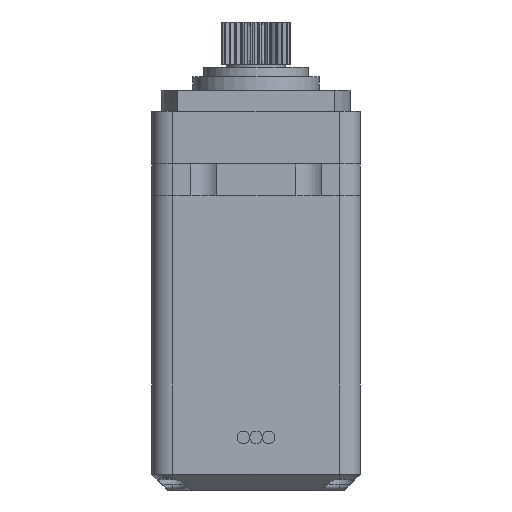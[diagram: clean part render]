
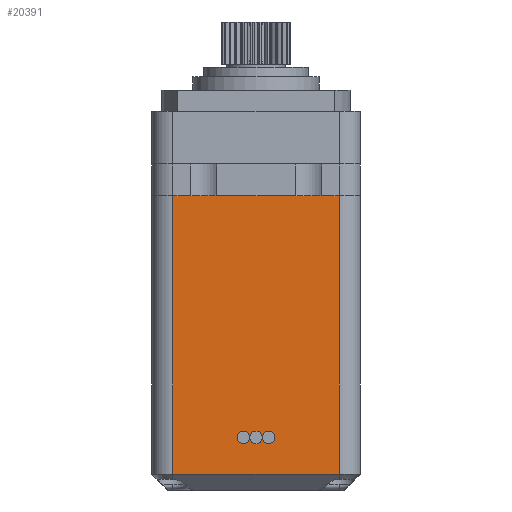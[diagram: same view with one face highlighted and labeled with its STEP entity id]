
A CAD part, left-side view. The second image highlights one B-rep face of the part: STEP entity #20391.
In plain terms, the highlighted planar face has unit normal (-1, 0, 0).
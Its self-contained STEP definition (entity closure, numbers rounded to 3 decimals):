
#16033 = PLANE('',#16034);
#16034 = AXIS2_PLACEMENT_3D('',#16035,#16036,#16037);
#16035 = CARTESIAN_POINT('',(-29.85,7.9,0.75));
#16036 = DIRECTION('',(-0.707,0.,-0.707));
#16037 = DIRECTION('',(0.,1.,0.));
#16124 = VERTEX_POINT('',#16125);
#16125 = CARTESIAN_POINT('',(-30.6,-7.9,1.5));
#16159 = CYLINDRICAL_SURFACE('',#16160,2.);
#16160 = AXIS2_PLACEMENT_3D('',#16161,#16162,#16163);
#16161 = CARTESIAN_POINT('',(-28.6,-7.9,0.));
#16162 = DIRECTION('',(0.,0.,1.));
#16163 = DIRECTION('',(0.,-1.,0.));
#16200 = EDGE_CURVE('',#16124,#16201,#16203,.T.);
#16201 = VERTEX_POINT('',#16202);
#16202 = CARTESIAN_POINT('',(-30.6,-7.9,28.));
#16203 = SURFACE_CURVE('',#16204,(#16208,#16215),.PCURVE_S1.);
#16204 = LINE('',#16205,#16206);
#16205 = CARTESIAN_POINT('',(-30.6,-7.9,0.));
#16206 = VECTOR('',#16207,1.);
#16207 = DIRECTION('',(0.,0.,1.));
#16208 = PCURVE('',#16159,#16209);
#16209 = DEFINITIONAL_REPRESENTATION('',(#16210),#16214);
#16210 = LINE('',#16211,#16212);
#16211 = CARTESIAN_POINT('',(-1.571,0.));
#16212 = VECTOR('',#16213,1.);
#16213 = DIRECTION('',(-0.,1.));
#16214 = ( GEOMETRIC_REPRESENTATION_CONTEXT(2) 
PARAMETRIC_REPRESENTATION_CONTEXT() REPRESENTATION_CONTEXT('2D SPACE',''
  ) );
#16215 = PCURVE('',#16216,#16221);
#16216 = PLANE('',#16217);
#16217 = AXIS2_PLACEMENT_3D('',#16218,#16219,#16220);
#16218 = CARTESIAN_POINT('',(-30.6,9.9,0.));
#16219 = DIRECTION('',(1.,0.,0.));
#16220 = DIRECTION('',(0.,-1.,0.));
#16221 = DEFINITIONAL_REPRESENTATION('',(#16222),#16226);
#16222 = LINE('',#16223,#16224);
#16223 = CARTESIAN_POINT('',(17.8,-0.));
#16224 = VECTOR('',#16225,1.);
#16225 = DIRECTION('',(0.,-1.));
#16226 = ( GEOMETRIC_REPRESENTATION_CONTEXT(2) 
PARAMETRIC_REPRESENTATION_CONTEXT() REPRESENTATION_CONTEXT('2D SPACE',''
  ) );
#16243 = PLANE('',#16244);
#16244 = AXIS2_PLACEMENT_3D('',#16245,#16246,#16247);
#16245 = CARTESIAN_POINT('',(-37.6,-9.9,28.));
#16246 = DIRECTION('',(0.,0.,-1.));
#16247 = DIRECTION('',(1.,0.,0.));
#16694 = VERTEX_POINT('',#16695);
#16695 = CARTESIAN_POINT('',(-30.6,7.9,28.));
#16714 = CYLINDRICAL_SURFACE('',#16715,2.);
#16715 = AXIS2_PLACEMENT_3D('',#16716,#16717,#16718);
#16716 = CARTESIAN_POINT('',(-28.6,7.9,0.));
#16717 = DIRECTION('',(0.,0.,1.));
#16718 = DIRECTION('',(0.,1.,0.));
#16726 = EDGE_CURVE('',#16201,#16694,#16727,.T.);
#16727 = SURFACE_CURVE('',#16728,(#16732,#16738),.PCURVE_S1.);
#16728 = LINE('',#16729,#16730);
#16729 = CARTESIAN_POINT('',(-30.6,0.,28.));
#16730 = VECTOR('',#16731,1.);
#16731 = DIRECTION('',(0.,1.,0.));
#16732 = PCURVE('',#16243,#16733);
#16733 = DEFINITIONAL_REPRESENTATION('',(#16734),#16737);
#16734 = B_SPLINE_CURVE_WITH_KNOTS('',1,(#16735,#16736),.UNSPECIFIED.,
  .F.,.F.,(2,2),(-9.48,9.48),.PIECEWISE_BEZIER_KNOTS.);
#16735 = CARTESIAN_POINT('',(7.,-0.42));
#16736 = CARTESIAN_POINT('',(7.,-19.38));
#16737 = ( GEOMETRIC_REPRESENTATION_CONTEXT(2) 
PARAMETRIC_REPRESENTATION_CONTEXT() REPRESENTATION_CONTEXT('2D SPACE',''
  ) );
#16738 = PCURVE('',#16216,#16739);
#16739 = DEFINITIONAL_REPRESENTATION('',(#16740),#16743);
#16740 = B_SPLINE_CURVE_WITH_KNOTS('',1,(#16741,#16742),.UNSPECIFIED.,
  .F.,.F.,(2,2),(-9.48,9.48),.PIECEWISE_BEZIER_KNOTS.);
#16741 = CARTESIAN_POINT('',(19.38,-28.));
#16742 = CARTESIAN_POINT('',(0.42,-28.));
#16743 = ( GEOMETRIC_REPRESENTATION_CONTEXT(2) 
PARAMETRIC_REPRESENTATION_CONTEXT() REPRESENTATION_CONTEXT('2D SPACE',''
  ) );
#19464 = VERTEX_POINT('',#19465);
#19465 = CARTESIAN_POINT('',(-30.6,7.9,1.5));
#19492 = EDGE_CURVE('',#19464,#16694,#19493,.T.);
#19493 = SURFACE_CURVE('',#19494,(#19498,#19505),.PCURVE_S1.);
#19494 = LINE('',#19495,#19496);
#19495 = CARTESIAN_POINT('',(-30.6,7.9,0.));
#19496 = VECTOR('',#19497,1.);
#19497 = DIRECTION('',(0.,0.,1.));
#19498 = PCURVE('',#16714,#19499);
#19499 = DEFINITIONAL_REPRESENTATION('',(#19500),#19504);
#19500 = LINE('',#19501,#19502);
#19501 = CARTESIAN_POINT('',(1.571,0.));
#19502 = VECTOR('',#19503,1.);
#19503 = DIRECTION('',(0.,1.));
#19504 = ( GEOMETRIC_REPRESENTATION_CONTEXT(2) 
PARAMETRIC_REPRESENTATION_CONTEXT() REPRESENTATION_CONTEXT('2D SPACE',''
  ) );
#19505 = PCURVE('',#16216,#19506);
#19506 = DEFINITIONAL_REPRESENTATION('',(#19507),#19511);
#19507 = LINE('',#19508,#19509);
#19508 = CARTESIAN_POINT('',(2.,0.));
#19509 = VECTOR('',#19510,1.);
#19510 = DIRECTION('',(0.,-1.));
#19511 = ( GEOMETRIC_REPRESENTATION_CONTEXT(2) 
PARAMETRIC_REPRESENTATION_CONTEXT() REPRESENTATION_CONTEXT('2D SPACE',''
  ) );
#20391 = ADVANCED_FACE('',(#20392),#16216,.F.);
#20392 = FACE_BOUND('',#20393,.F.);
#20393 = EDGE_LOOP('',(#20394,#20415,#20416,#20417));
#20394 = ORIENTED_EDGE('',*,*,#20395,.F.);
#20395 = EDGE_CURVE('',#19464,#16124,#20396,.T.);
#20396 = SURFACE_CURVE('',#20397,(#20401,#20408),.PCURVE_S1.);
#20397 = LINE('',#20398,#20399);
#20398 = CARTESIAN_POINT('',(-30.6,7.9,1.5));
#20399 = VECTOR('',#20400,1.);
#20400 = DIRECTION('',(0.,-1.,0.));
#20401 = PCURVE('',#16216,#20402);
#20402 = DEFINITIONAL_REPRESENTATION('',(#20403),#20407);
#20403 = LINE('',#20404,#20405);
#20404 = CARTESIAN_POINT('',(2.,-1.5));
#20405 = VECTOR('',#20406,1.);
#20406 = DIRECTION('',(1.,0.));
#20407 = ( GEOMETRIC_REPRESENTATION_CONTEXT(2) 
PARAMETRIC_REPRESENTATION_CONTEXT() REPRESENTATION_CONTEXT('2D SPACE',''
  ) );
#20408 = PCURVE('',#16033,#20409);
#20409 = DEFINITIONAL_REPRESENTATION('',(#20410),#20414);
#20410 = LINE('',#20411,#20412);
#20411 = CARTESIAN_POINT('',(-0.,-1.061));
#20412 = VECTOR('',#20413,1.);
#20413 = DIRECTION('',(-1.,0.));
#20414 = ( GEOMETRIC_REPRESENTATION_CONTEXT(2) 
PARAMETRIC_REPRESENTATION_CONTEXT() REPRESENTATION_CONTEXT('2D SPACE',''
  ) );
#20415 = ORIENTED_EDGE('',*,*,#19492,.T.);
#20416 = ORIENTED_EDGE('',*,*,#16726,.F.);
#20417 = ORIENTED_EDGE('',*,*,#16200,.F.);
